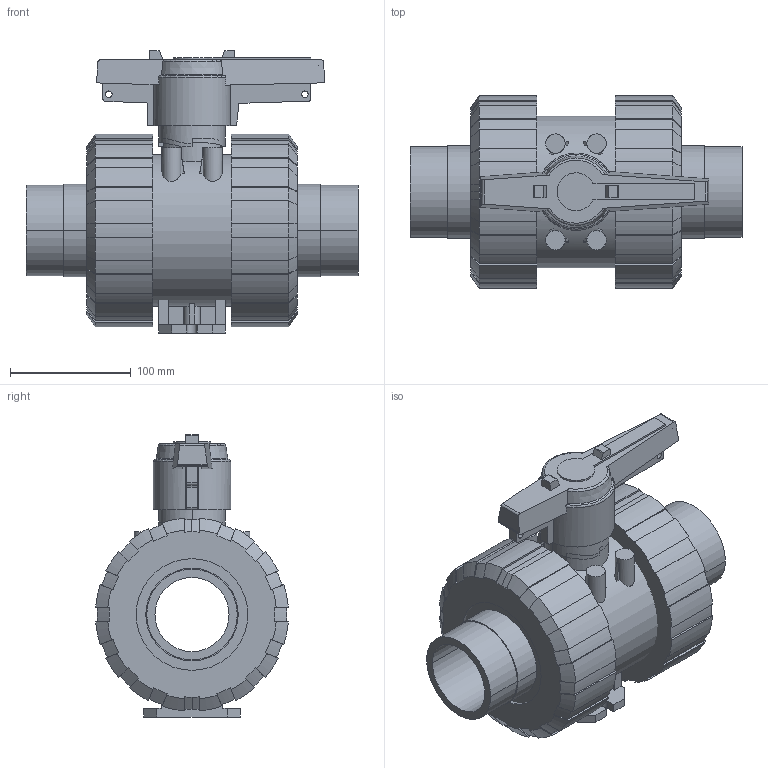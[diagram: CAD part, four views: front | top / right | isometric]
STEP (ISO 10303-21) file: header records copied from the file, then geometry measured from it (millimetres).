
FILE_DESCRIPTION(('STEP AP214'),'1');
FILE_NAME('cctmp_064A7163-5DAD-4828-9C3B-243C13A89C39_2021_10_21_07_33_54_0931..stp','2021-10-21T05:33:55',('Praher Valves GmbH'),('CADClick - www.CADClick.com'),'Spatial InterOp 3D',' ','unknown authorization');
FILE_SCHEMA(('AUTOMOTIVE_DESIGN'));
Length unit declared in the file: millimetre
Products named in the file (7): cc_unnamed; 124286_5; 124286_4; 124286_3; 124286_2; 124286_1; 124286
Assembly tree (6 placements, depth 2):
  cc_unnamed
    124286_5
    124286_4
    124286_3
    124286_2
    124286_1
    124286
Bounding box: 275 x 159.53 x 233.83 mm (x, y, z)
Volume: 2887365.4 mm3; surface area: 411812.7 mm2
Topology: 6 solids, 6 shells, 452 faces, 1285 edges, 856 vertices
Faces by surface type: plane 224, cylinder 136, cone 84, torus 8
Entity records: 19142 total; most frequent: CARTESIAN_POINT 3623, ORIENTED_EDGE 2570, DIRECTION 2447, EDGE_CURVE 1285, AXIS2_PLACEMENT_3D 895, VERTEX_POINT 856, LINE 657, VECTOR 657
